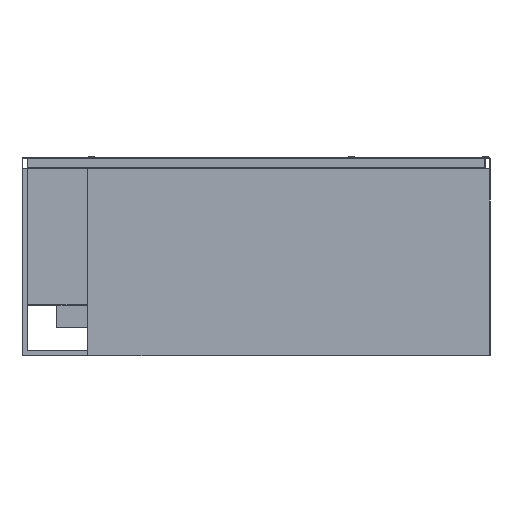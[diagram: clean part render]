
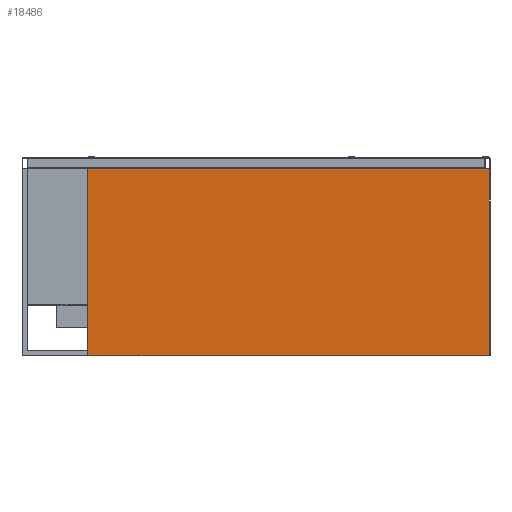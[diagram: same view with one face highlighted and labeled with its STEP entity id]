
A CAD part, front view. The second image highlights one B-rep face of the part: STEP entity #18486.
In plain terms, the highlighted planar face has unit normal (0, -1, 0).
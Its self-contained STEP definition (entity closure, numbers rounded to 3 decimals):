
#630 = EDGE_CURVE ( 'NONE', #1374, #18254, #3391, .T. ) ;
#1131 = VERTEX_POINT ( 'NONE', #19084 ) ;
#1364 = EDGE_CURVE ( 'NONE', #3914, #1374, #13765, .T. ) ;
#1374 = VERTEX_POINT ( 'NONE', #12336 ) ;
#1617 = LINE ( 'NONE', #12644, #20114 ) ;
#2653 = VECTOR ( 'NONE', #17091, 1000. ) ;
#3391 = LINE ( 'NONE', #12680, #13452 ) ;
#3914 = VERTEX_POINT ( 'NONE', #19240 ) ;
#4203 = EDGE_CURVE ( 'NONE', #18254, #1131, #13920, .T. ) ;
#4768 = ORIENTED_EDGE ( 'NONE', *, *, #1364, .T. ) ;
#5341 = FACE_OUTER_BOUND ( 'NONE', #12651, .T. ) ;
#6111 = DIRECTION ( 'NONE',  ( -1., 0., 0. ) ) ;
#7265 = AXIS2_PLACEMENT_3D ( 'NONE', #14830, #17995, #11575 ) ;
#8833 = ORIENTED_EDGE ( 'NONE', *, *, #630, .T. ) ;
#10368 = CARTESIAN_POINT ( 'NONE',  ( -770.5, -380., -758. ) ) ;
#11348 = VECTOR ( 'NONE', #6111, 1000. ) ;
#11575 = DIRECTION ( 'NONE',  ( 0., 0., -1. ) ) ;
#11772 = PLANE ( 'NONE',  #7265 ) ;
#12336 = CARTESIAN_POINT ( 'NONE',  ( -770.5, -380., -42. ) ) ;
#12644 = CARTESIAN_POINT ( 'NONE',  ( 770.5, -380., -760. ) ) ;
#12651 = EDGE_LOOP ( 'NONE', ( #4768, #8833, #16579, #13460 ) ) ;
#12680 = CARTESIAN_POINT ( 'NONE',  ( -770.5, -380., -760. ) ) ;
#13452 = VECTOR ( 'NONE', #14213, 1000. ) ;
#13460 = ORIENTED_EDGE ( 'NONE', *, *, #14350, .T. ) ;
#13765 = LINE ( 'NONE', #15298, #11348 ) ;
#13920 = LINE ( 'NONE', #18707, #2653 ) ;
#14213 = DIRECTION ( 'NONE',  ( 0., 0., -1. ) ) ;
#14350 = EDGE_CURVE ( 'NONE', #1131, #3914, #1617, .T. ) ;
#14830 = CARTESIAN_POINT ( 'NONE',  ( -772.5, -380., -760. ) ) ;
#15298 = CARTESIAN_POINT ( 'NONE',  ( -772.5, -380., -42. ) ) ;
#16579 = ORIENTED_EDGE ( 'NONE', *, *, #4203, .T. ) ;
#17091 = DIRECTION ( 'NONE',  ( 1., 0., 0. ) ) ;
#17342 = DIRECTION ( 'NONE',  ( 0., 0., 1. ) ) ;
#17995 = DIRECTION ( 'NONE',  ( 0., -1., 0. ) ) ;
#18254 = VERTEX_POINT ( 'NONE', #10368 ) ;
#18486 = ADVANCED_FACE ( 'Fl�che8', ( #5341 ), #11772, .T. ) ;
#18707 = CARTESIAN_POINT ( 'NONE',  ( -772.5, -380., -758. ) ) ;
#19084 = CARTESIAN_POINT ( 'NONE',  ( 770.5, -380., -758. ) ) ;
#19240 = CARTESIAN_POINT ( 'NONE',  ( 770.5, -380., -42. ) ) ;
#20114 = VECTOR ( 'NONE', #17342, 1000. ) ;
